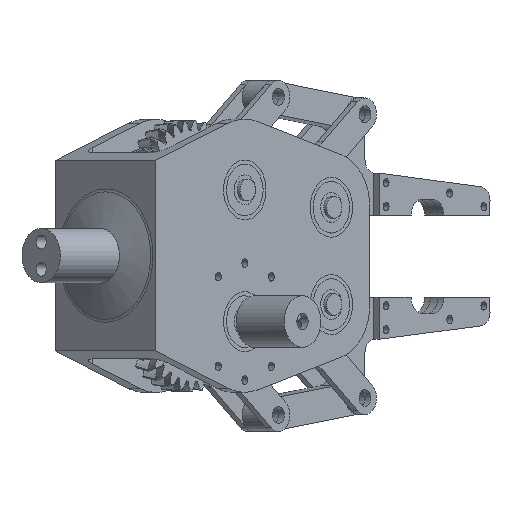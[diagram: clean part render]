
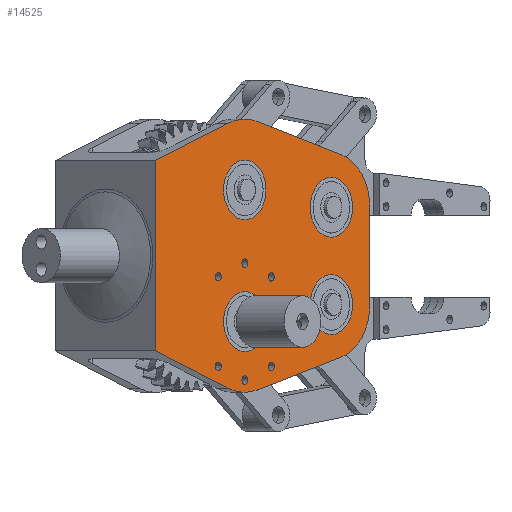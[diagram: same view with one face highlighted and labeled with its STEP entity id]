
A CAD part, top view. The second image highlights one B-rep face of the part: STEP entity #14525.
In plain terms, the highlighted planar face has unit normal (0.707, 0, 0.707).
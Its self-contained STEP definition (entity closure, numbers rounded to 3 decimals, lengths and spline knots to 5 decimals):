
#1496=LINE('',#22591,#1825);
#1505=LINE('',#22614,#1834);
#1511=LINE('',#22629,#1840);
#1517=LINE('',#22645,#1846);
#1521=LINE('',#22656,#1850);
#1522=LINE('',#22682,#1851);
#1825=VECTOR('',#19008,1.);
#1834=VECTOR('',#19031,1.);
#1840=VECTOR('',#19047,1.);
#1846=VECTOR('',#19065,1.);
#1850=VECTOR('',#19079,1.);
#1851=VECTOR('',#19114,1.);
#2134=PLANE('',#16453);
#3559=ORIENTED_EDGE('',*,*,#6998,.T.);
#3560=ORIENTED_EDGE('',*,*,#7003,.T.);
#3561=ORIENTED_EDGE('',*,*,#7007,.T.);
#3562=ORIENTED_EDGE('',*,*,#7011,.T.);
#3563=ORIENTED_EDGE('',*,*,#7015,.T.);
#3564=ORIENTED_EDGE('',*,*,#7019,.T.);
#3565=ORIENTED_EDGE('',*,*,#7023,.T.);
#3566=ORIENTED_EDGE('',*,*,#7025,.T.);
#3567=ORIENTED_EDGE('',*,*,#6992,.T.);
#3568=ORIENTED_EDGE('',*,*,#7034,.T.);
#3569=ORIENTED_EDGE('',*,*,#6958,.T.);
#3570=ORIENTED_EDGE('',*,*,#6960,.T.);
#3571=ORIENTED_EDGE('',*,*,#6962,.T.);
#3572=ORIENTED_EDGE('',*,*,#6964,.T.);
#3573=ORIENTED_EDGE('',*,*,#6966,.T.);
#3574=ORIENTED_EDGE('',*,*,#6968,.T.);
#3575=ORIENTED_EDGE('',*,*,#7033,.T.);
#3576=ORIENTED_EDGE('',*,*,#7032,.T.);
#3577=ORIENTED_EDGE('',*,*,#7031,.T.);
#3578=ORIENTED_EDGE('',*,*,#7030,.T.);
#6958=EDGE_CURVE('',#8901,#8901,#10227,.T.);
#6960=EDGE_CURVE('',#8903,#8903,#10229,.T.);
#6962=EDGE_CURVE('',#8905,#8905,#10231,.T.);
#6964=EDGE_CURVE('',#8907,#8907,#10233,.T.);
#6966=EDGE_CURVE('',#8909,#8909,#10235,.T.);
#6968=EDGE_CURVE('',#8911,#8911,#10237,.T.);
#6992=EDGE_CURVE('',#8934,#8933,#1496,.T.);
#6998=EDGE_CURVE('',#8938,#8937,#10254,.T.);
#7003=EDGE_CURVE('',#8937,#8940,#1505,.T.);
#7007=EDGE_CURVE('',#8940,#8942,#10256,.T.);
#7011=EDGE_CURVE('',#8942,#8944,#1511,.T.);
#7015=EDGE_CURVE('',#8944,#8946,#10258,.T.);
#7019=EDGE_CURVE('',#8946,#8948,#1517,.T.);
#7023=EDGE_CURVE('',#8948,#8950,#10260,.T.);
#7025=EDGE_CURVE('',#8950,#8934,#1521,.T.);
#7030=EDGE_CURVE('',#8955,#8955,#10265,.T.);
#7031=EDGE_CURVE('',#8956,#8956,#10266,.T.);
#7032=EDGE_CURVE('',#8957,#8957,#10267,.T.);
#7033=EDGE_CURVE('',#8958,#8958,#10268,.T.);
#7034=EDGE_CURVE('',#8933,#8938,#1522,.T.);
#8901=VERTEX_POINT('',#22513);
#8903=VERTEX_POINT('',#22518);
#8905=VERTEX_POINT('',#22523);
#8907=VERTEX_POINT('',#22528);
#8909=VERTEX_POINT('',#22533);
#8911=VERTEX_POINT('',#22538);
#8933=VERTEX_POINT('',#22590);
#8934=VERTEX_POINT('',#22592);
#8937=VERTEX_POINT('',#22603);
#8938=VERTEX_POINT('',#22605);
#8940=VERTEX_POINT('',#22613);
#8942=VERTEX_POINT('',#22621);
#8944=VERTEX_POINT('',#22628);
#8946=VERTEX_POINT('',#22636);
#8948=VERTEX_POINT('',#22644);
#8950=VERTEX_POINT('',#22652);
#8955=VERTEX_POINT('',#22671);
#8956=VERTEX_POINT('',#22674);
#8957=VERTEX_POINT('',#22677);
#8958=VERTEX_POINT('',#22680);
#10227=CIRCLE('',#16375,0.00155);
#10229=CIRCLE('',#16378,0.00155);
#10231=CIRCLE('',#16381,0.00155);
#10233=CIRCLE('',#16384,0.00155);
#10235=CIRCLE('',#16387,0.00155);
#10237=CIRCLE('',#16390,0.00155);
#10254=CIRCLE('',#16417,0.026);
#10256=CIRCLE('',#16423,0.02);
#10258=CIRCLE('',#16428,0.02);
#10260=CIRCLE('',#16434,0.026);
#10265=CIRCLE('',#16445,0.011);
#10266=CIRCLE('',#16447,0.011);
#10267=CIRCLE('',#16449,0.011);
#10268=CIRCLE('',#16451,0.011);
#11362=EDGE_LOOP('',(#3559,#3560,#3561,#3562,#3563,#3564,#3565,#3566,#3567,
#3568));
#11363=EDGE_LOOP('',(#3569));
#11364=EDGE_LOOP('',(#3570));
#11365=EDGE_LOOP('',(#3571));
#11366=EDGE_LOOP('',(#3572));
#11367=EDGE_LOOP('',(#3573));
#11368=EDGE_LOOP('',(#3574));
#11369=EDGE_LOOP('',(#3575));
#11370=EDGE_LOOP('',(#3576));
#11371=EDGE_LOOP('',(#3577));
#11372=EDGE_LOOP('',(#3578));
#12881=FACE_BOUND('',#11362,.T.);
#12882=FACE_BOUND('',#11363,.T.);
#12883=FACE_BOUND('',#11364,.T.);
#12884=FACE_BOUND('',#11365,.T.);
#12885=FACE_BOUND('',#11366,.T.);
#12886=FACE_BOUND('',#11367,.T.);
#12887=FACE_BOUND('',#11368,.T.);
#12888=FACE_BOUND('',#11369,.T.);
#12889=FACE_BOUND('',#11370,.T.);
#12890=FACE_BOUND('',#11371,.T.);
#12891=FACE_BOUND('',#11372,.T.);
#14525=ADVANCED_FACE('',(#12881,#12882,#12883,#12884,#12885,#12886,#12887,
#12888,#12889,#12890,#12891),#2134,.T.);
#16375=AXIS2_PLACEMENT_3D('',#22512,#18924,#18925);
#16378=AXIS2_PLACEMENT_3D('',#22517,#18930,#18931);
#16381=AXIS2_PLACEMENT_3D('',#22522,#18936,#18937);
#16384=AXIS2_PLACEMENT_3D('',#22527,#18942,#18943);
#16387=AXIS2_PLACEMENT_3D('',#22532,#18948,#18949);
#16390=AXIS2_PLACEMENT_3D('',#22537,#18954,#18955);
#16417=AXIS2_PLACEMENT_3D('',#22604,#19021,#19022);
#16423=AXIS2_PLACEMENT_3D('',#22622,#19040,#19041);
#16428=AXIS2_PLACEMENT_3D('',#22637,#19056,#19057);
#16434=AXIS2_PLACEMENT_3D('',#22653,#19074,#19075);
#16445=AXIS2_PLACEMENT_3D('',#22670,#19098,#19099);
#16447=AXIS2_PLACEMENT_3D('',#22673,#19102,#19103);
#16449=AXIS2_PLACEMENT_3D('',#22676,#19106,#19107);
#16451=AXIS2_PLACEMENT_3D('',#22679,#19110,#19111);
#16453=AXIS2_PLACEMENT_3D('',#22684,#19116,#19117);
#18924=DIRECTION('',(-0.707,0.,-0.707));
#18925=DIRECTION('',(0.,-1.,0.));
#18930=DIRECTION('',(-0.707,0.,-0.707));
#18931=DIRECTION('',(0.,-1.,0.));
#18936=DIRECTION('',(-0.707,0.,-0.707));
#18937=DIRECTION('',(0.,-1.,0.));
#18942=DIRECTION('',(-0.707,0.,-0.707));
#18943=DIRECTION('',(0.,-1.,0.));
#18948=DIRECTION('',(-0.707,0.,-0.707));
#18949=DIRECTION('',(0.,-1.,0.));
#18954=DIRECTION('',(-0.707,0.,-0.707));
#18955=DIRECTION('',(0.,-1.,0.));
#19008=DIRECTION('',(0.,-1.,0.));
#19021=DIRECTION('',(0.707,0.,0.707));
#19022=DIRECTION('',(-0.707,0.,0.707));
#19031=DIRECTION('',(0.681,0.269,-0.681));
#19040=DIRECTION('',(0.707,0.,0.707));
#19041=DIRECTION('',(0.19,-0.963,-0.19));
#19047=DIRECTION('',(0.,1.,0.));
#19056=DIRECTION('',(0.707,0.,0.707));
#19057=DIRECTION('',(0.707,0.,-0.707));
#19065=DIRECTION('',(-0.681,0.269,0.681));
#19074=DIRECTION('',(0.707,0.,0.707));
#19075=DIRECTION('',(0.19,0.963,-0.19));
#19079=DIRECTION('',(-0.664,-0.342,0.664));
#19098=DIRECTION('',(-0.707,0.,-0.707));
#19099=DIRECTION('',(0.,1.,0.));
#19102=DIRECTION('',(-0.707,0.,-0.707));
#19103=DIRECTION('',(0.,1.,0.));
#19106=DIRECTION('',(-0.707,0.,-0.707));
#19107=DIRECTION('',(0.,1.,0.));
#19110=DIRECTION('',(-0.707,0.,-0.707));
#19111=DIRECTION('',(0.,1.,0.));
#19114=DIRECTION('',(0.664,-0.342,-0.664));
#19116=DIRECTION('',(0.707,0.,0.707));
#19117=DIRECTION('',(0.,1.,0.));
#22512=CARTESIAN_POINT('',(1.00737,-0.00753,0.03258));
#22513=CARTESIAN_POINT('',(1.00737,-0.00908,0.03258));
#22517=CARTESIAN_POINT('',(0.98783,-0.04047,0.05213));
#22518=CARTESIAN_POINT('',(0.98783,-0.04202,0.05213));
#22522=CARTESIAN_POINT('',(0.9976,-0.0025,0.04236));
#22523=CARTESIAN_POINT('',(0.9976,-0.00405,0.04236));
#22527=CARTESIAN_POINT('',(1.00737,-0.04047,0.03258));
#22528=CARTESIAN_POINT('',(1.00737,-0.04202,0.03258));
#22532=CARTESIAN_POINT('',(0.9976,-0.0455,0.04236));
#22533=CARTESIAN_POINT('',(0.9976,-0.04705,0.04236));
#22537=CARTESIAN_POINT('',(0.98783,-0.00753,0.05213));
#22538=CARTESIAN_POINT('',(0.98783,-0.00908,0.05213));
#22590=CARTESIAN_POINT('',(0.96483,-0.0348,0.07513));
#22591=CARTESIAN_POINT('',(0.96483,-0.0348,0.07513));
#22592=CARTESIAN_POINT('',(0.96483,0.0352,0.07513));
#22603=CARTESIAN_POINT('',(1.00254,-0.04904,0.03742));
#22604=CARTESIAN_POINT('',(0.9976,-0.024,0.04236));
#22605=CARTESIAN_POINT('',(0.99131,-0.04843,0.04864));
#22613=CARTESIAN_POINT('',(1.03322,-0.03694,0.00674));
#22614=CARTESIAN_POINT('',(1.00254,-0.04904,0.03742));
#22621=CARTESIAN_POINT('',(1.04356,-0.01768,-0.00361));
#22622=CARTESIAN_POINT('',(1.02942,-0.01768,0.01054));
#22628=CARTESIAN_POINT('',(1.04356,0.01808,-0.00361));
#22629=CARTESIAN_POINT('',(1.04356,-0.01768,-0.00361));
#22636=CARTESIAN_POINT('',(1.03322,0.03734,0.00674));
#22637=CARTESIAN_POINT('',(1.02942,0.01808,0.01054));
#22644=CARTESIAN_POINT('',(1.00254,0.04944,0.03742));
#22645=CARTESIAN_POINT('',(1.03322,0.03734,0.00674));
#22652=CARTESIAN_POINT('',(0.99131,0.04883,0.04864));
#22653=CARTESIAN_POINT('',(0.9976,0.0244,0.04236));
#22656=CARTESIAN_POINT('',(0.96483,0.0352,0.07513));
#22670=CARTESIAN_POINT('',(1.02942,0.01808,0.01054));
#22671=CARTESIAN_POINT('',(1.02942,0.02908,0.01054));
#22673=CARTESIAN_POINT('',(1.02942,-0.01768,0.01054));
#22674=CARTESIAN_POINT('',(1.02942,-0.00668,0.01054));
#22676=CARTESIAN_POINT('',(0.9976,0.0244,0.04236));
#22677=CARTESIAN_POINT('',(0.9976,0.0354,0.04236));
#22679=CARTESIAN_POINT('',(0.9976,-0.024,0.04236));
#22680=CARTESIAN_POINT('',(0.9976,-0.013,0.04236));
#22682=CARTESIAN_POINT('',(0.99131,-0.04843,0.04864));
#22684=CARTESIAN_POINT('',(1.00419,0.0002,0.03576));
